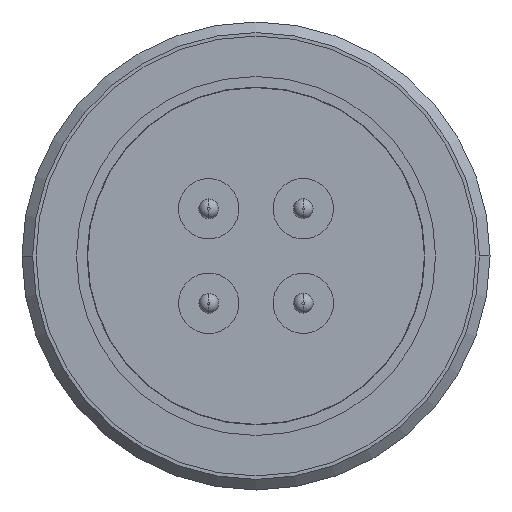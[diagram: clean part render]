
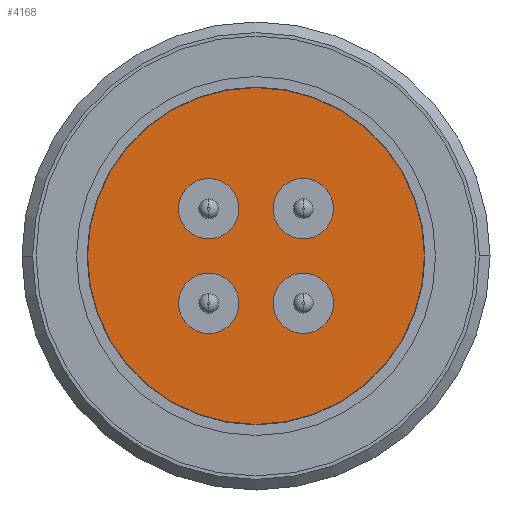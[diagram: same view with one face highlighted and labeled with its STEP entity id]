
A CAD part, front view. The second image highlights one B-rep face of the part: STEP entity #4168.
In plain terms, the highlighted planar face has unit normal (0, -1, 0).
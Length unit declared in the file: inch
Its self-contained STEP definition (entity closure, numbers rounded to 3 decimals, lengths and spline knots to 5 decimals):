
#354 = CIRCLE ( 'NONE', #4612, 0.4785 ) ;
#387 = CIRCLE ( 'NONE', #625, 0.4785 ) ;
#401 = CIRCLE ( 'NONE', #4655, 0.08575 ) ;
#415 = CIRCLE ( 'NONE', #4656, 0.08575 ) ;
#625 = AXIS2_PLACEMENT_3D ( 'NONE', #3227, #3228, #3229 ) ;
#830 = CIRCLE ( 'NONE', #4447, 0.08575 ) ;
#836 = CIRCLE ( 'NONE', #4456, 0.08575 ) ;
#844 = CIRCLE ( 'NONE', #4459, 0.08575 ) ;
#981 = CIRCLE ( 'NONE', #4578, 0.08575 ) ;
#984 = CIRCLE ( 'NONE', #4580, 0.08575 ) ;
#1125 = FACE_BOUND ( 'NONE', #2302, .T. ) ;
#1126 = FACE_BOUND ( 'NONE', #2293, .T. ) ;
#1130 = FACE_BOUND ( 'NONE', #2300, .T. ) ;
#1131 = CARTESIAN_POINT ( 'NONE',  ( -0.13428, -1.805, -0.04867 ) ) ;
#1132 = CARTESIAN_POINT ( 'NONE',  ( -0.13428, -1.805, -0.22017 ) ) ;
#1135 = CARTESIAN_POINT ( 'NONE',  ( 0.13428, -1.805, 0.22017 ) ) ;
#1137 = CARTESIAN_POINT ( 'NONE',  ( 0.13428, -1.805, 0.04867 ) ) ;
#1138 = CARTESIAN_POINT ( 'NONE',  ( 0.4785, -1.805, 0. ) ) ;
#1139 = CARTESIAN_POINT ( 'NONE',  ( -0.4785, -1.805, 0. ) ) ;
#1667 = VERTEX_POINT ( 'NONE', #1139 ) ;
#1668 = VERTEX_POINT ( 'NONE', #1138 ) ;
#1669 = VERTEX_POINT ( 'NONE', #1137 ) ;
#1671 = VERTEX_POINT ( 'NONE', #1135 ) ;
#1674 = VERTEX_POINT ( 'NONE', #1132 ) ;
#1675 = VERTEX_POINT ( 'NONE', #1131 ) ;
#1678 = VERTEX_POINT ( 'NONE', #6743 ) ;
#1679 = VERTEX_POINT ( 'NONE', #6742 ) ;
#1682 = VERTEX_POINT ( 'NONE', #6739 ) ;
#1683 = VERTEX_POINT ( 'NONE', #6738 ) ;
#2290 = EDGE_LOOP ( 'NONE', ( #2436, #2435 ) ) ;
#2293 = EDGE_LOOP ( 'NONE', ( #2438, #2437 ) ) ;
#2299 = EDGE_LOOP ( 'NONE', ( #2440, #2439 ) ) ;
#2300 = EDGE_LOOP ( 'NONE', ( #2434, #2433 ) ) ;
#2302 = EDGE_LOOP ( 'NONE', ( #2432, #2431 ) ) ;
#2431 = ORIENTED_EDGE ( 'NONE', *, *, #5977, .F. ) ;
#2432 = ORIENTED_EDGE ( 'NONE', *, *, #4321, .F. ) ;
#2433 = ORIENTED_EDGE ( 'NONE', *, *, #5976, .F. ) ;
#2434 = ORIENTED_EDGE ( 'NONE', *, *, #4317, .F. ) ;
#2435 = ORIENTED_EDGE ( 'NONE', *, *, #5984, .F. ) ;
#2436 = ORIENTED_EDGE ( 'NONE', *, *, #5944, .F. ) ;
#2437 = ORIENTED_EDGE ( 'NONE', *, *, #5916, .F. ) ;
#2438 = ORIENTED_EDGE ( 'NONE', *, *, #4311, .F. ) ;
#2439 = ORIENTED_EDGE ( 'NONE', *, *, #5915, .F. ) ;
#2440 = ORIENTED_EDGE ( 'NONE', *, *, #3047, .F. ) ;
#2790 = CARTESIAN_POINT ( 'NONE',  ( -0.13428, -1.805, -0.13442 ) ) ;
#2791 = DIRECTION ( 'NONE',  ( 0., -1., 0. ) ) ;
#2792 = DIRECTION ( 'NONE',  ( 0., 0., -1. ) ) ;
#2810 = CARTESIAN_POINT ( 'NONE',  ( -0.13442, -1.805, 0.13428 ) ) ;
#2811 = DIRECTION ( 'NONE',  ( 0., -1., 0. ) ) ;
#2812 = DIRECTION ( 'NONE',  ( 0., 0., -1. ) ) ;
#2820 = CARTESIAN_POINT ( 'NONE',  ( 0.13442, -1.805, -0.13428 ) ) ;
#2821 = DIRECTION ( 'NONE',  ( 0., -1., 0. ) ) ;
#2822 = DIRECTION ( 'NONE',  ( 0., 0., -1. ) ) ;
#3047 = EDGE_CURVE ( 'NONE', #1669, #1671, #5111, .T. ) ;
#3057 = AXIS2_PLACEMENT_3D ( 'NONE', #3772, #3771, #3770 ) ;
#3203 = CARTESIAN_POINT ( 'NONE',  ( -0.13442, -1.805, 0.13428 ) ) ;
#3204 = DIRECTION ( 'NONE',  ( 0., -1., 0. ) ) ;
#3205 = DIRECTION ( 'NONE',  ( 0., 0., -1. ) ) ;
#3206 = CARTESIAN_POINT ( 'NONE',  ( 0.13442, -1.805, -0.13428 ) ) ;
#3207 = DIRECTION ( 'NONE',  ( 0., -1., 0. ) ) ;
#3208 = DIRECTION ( 'NONE',  ( 0., 0., -1. ) ) ;
#3227 = CARTESIAN_POINT ( 'NONE',  ( 0., -1.805, 0. ) ) ;
#3228 = DIRECTION ( 'NONE',  ( 0., 1., 0. ) ) ;
#3229 = DIRECTION ( 'NONE',  ( 1., 0., 0. ) ) ;
#3401 = AXIS2_PLACEMENT_3D ( 'NONE', #5845, #5849, #5843 ) ;
#3632 = CARTESIAN_POINT ( 'NONE',  ( 0.13428, -1.805, 0.13442 ) ) ;
#3633 = DIRECTION ( 'NONE',  ( 0., -1., 0. ) ) ;
#3634 = DIRECTION ( 'NONE',  ( 0., 0., -1. ) ) ;
#3635 = CARTESIAN_POINT ( 'NONE',  ( -0.13428, -1.805, -0.13442 ) ) ;
#3636 = DIRECTION ( 'NONE',  ( 0., -1., 0. ) ) ;
#3637 = DIRECTION ( 'NONE',  ( 0., 0., -1. ) ) ;
#3707 = CARTESIAN_POINT ( 'NONE',  ( 0., -1.805, 0. ) ) ;
#3708 = DIRECTION ( 'NONE',  ( 0., 1., 0. ) ) ;
#3709 = DIRECTION ( 'NONE',  ( 1., 0., 0. ) ) ;
#3770 = DIRECTION ( 'NONE',  ( 0., 0., -1. ) ) ;
#3771 = DIRECTION ( 'NONE',  ( 0., -1., 0. ) ) ;
#3772 = CARTESIAN_POINT ( 'NONE',  ( 0.13428, -1.805, 0.13442 ) ) ;
#4168 = ADVANCED_FACE ( 'NONE', ( #5039, #1126, #5049, #1130, #1125 ), #5847, .F. ) ;
#4311 = EDGE_CURVE ( 'NONE', #1674, #1675, #830, .T. ) ;
#4317 = EDGE_CURVE ( 'NONE', #1678, #1679, #836, .T. ) ;
#4321 = EDGE_CURVE ( 'NONE', #1682, #1683, #844, .T. ) ;
#4447 = AXIS2_PLACEMENT_3D ( 'NONE', #2790, #2791, #2792 ) ;
#4456 = AXIS2_PLACEMENT_3D ( 'NONE', #2810, #2811, #2812 ) ;
#4459 = AXIS2_PLACEMENT_3D ( 'NONE', #2820, #2821, #2822 ) ;
#4578 = AXIS2_PLACEMENT_3D ( 'NONE', #3632, #3633, #3634 ) ;
#4580 = AXIS2_PLACEMENT_3D ( 'NONE', #3635, #3636, #3637 ) ;
#4612 = AXIS2_PLACEMENT_3D ( 'NONE', #3707, #3708, #3709 ) ;
#4655 = AXIS2_PLACEMENT_3D ( 'NONE', #3203, #3204, #3205 ) ;
#4656 = AXIS2_PLACEMENT_3D ( 'NONE', #3206, #3207, #3208 ) ;
#5039 = FACE_BOUND ( 'NONE', #2299, .T. ) ;
#5049 = FACE_OUTER_BOUND ( 'NONE', #2290, .T. ) ;
#5111 = CIRCLE ( 'NONE', #3057, 0.08575 ) ;
#5843 = DIRECTION ( 'NONE',  ( -1., 0., 0. ) ) ;
#5845 = CARTESIAN_POINT ( 'NONE',  ( 0., -1.805, 0. ) ) ;
#5847 = PLANE ( 'NONE',  #3401 ) ;
#5849 = DIRECTION ( 'NONE',  ( 0., 1., 0. ) ) ;
#5915 = EDGE_CURVE ( 'NONE', #1671, #1669, #981, .T. ) ;
#5916 = EDGE_CURVE ( 'NONE', #1675, #1674, #984, .T. ) ;
#5944 = EDGE_CURVE ( 'NONE', #1668, #1667, #354, .T. ) ;
#5976 = EDGE_CURVE ( 'NONE', #1679, #1678, #401, .T. ) ;
#5977 = EDGE_CURVE ( 'NONE', #1683, #1682, #415, .T. ) ;
#5984 = EDGE_CURVE ( 'NONE', #1667, #1668, #387, .T. ) ;
#6738 = CARTESIAN_POINT ( 'NONE',  ( 0.13442, -1.805, -0.04853 ) ) ;
#6739 = CARTESIAN_POINT ( 'NONE',  ( 0.13442, -1.805, -0.22003 ) ) ;
#6742 = CARTESIAN_POINT ( 'NONE',  ( -0.13442, -1.805, 0.22003 ) ) ;
#6743 = CARTESIAN_POINT ( 'NONE',  ( -0.13442, -1.805, 0.04853 ) ) ;
